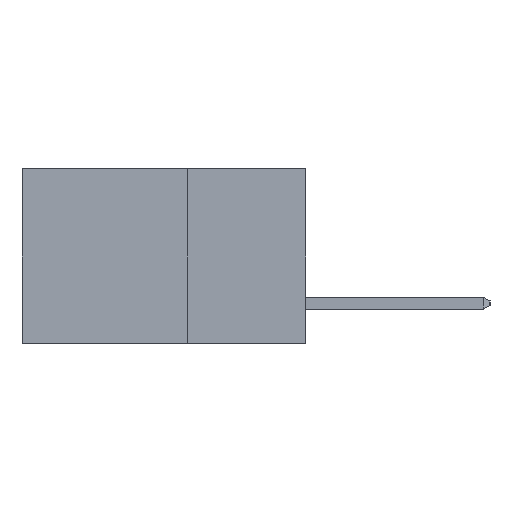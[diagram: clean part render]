
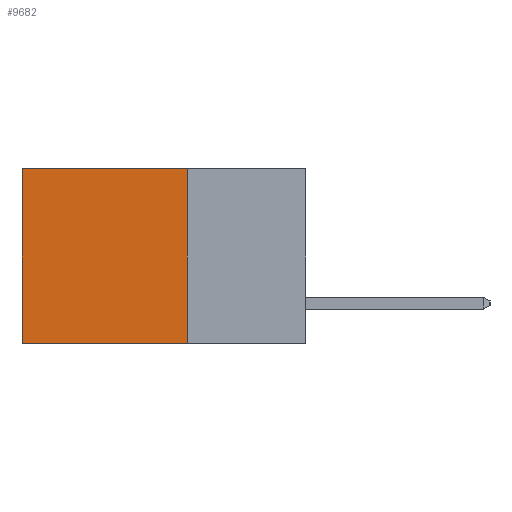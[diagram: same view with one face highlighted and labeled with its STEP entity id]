
A CAD part, left-side view. The second image highlights one B-rep face of the part: STEP entity #9682.
In plain terms, the highlighted planar face has unit normal (-1, 0, 0).
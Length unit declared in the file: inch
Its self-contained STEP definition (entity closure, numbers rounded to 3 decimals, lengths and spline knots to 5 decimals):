
#318 = VECTOR ( 'NONE', #8072, 39.37008 ) ;
#492 = CARTESIAN_POINT ( 'NONE',  ( 0.2615, 0.25, 0. ) ) ;
#642 = DIRECTION ( 'NONE',  ( 0., 0., -1. ) ) ;
#908 = VERTEX_POINT ( 'NONE', #3973 ) ;
#1183 = ORIENTED_EDGE ( 'NONE', *, *, #5260, .F. ) ;
#1570 = LINE ( 'NONE', #4183, #11825 ) ;
#1602 = EDGE_CURVE ( 'NONE', #908, #10802, #1570, .T. ) ;
#1675 = CARTESIAN_POINT ( 'NONE',  ( 0.2615, 0.6, 0. ) ) ;
#1965 = VECTOR ( 'NONE', #2432, 39.37008 ) ;
#1970 = CARTESIAN_POINT ( 'NONE',  ( 0.2615, 0.25, -0.37 ) ) ;
#2432 = DIRECTION ( 'NONE',  ( 0., 0., -1. ) ) ;
#2743 = VECTOR ( 'NONE', #10508, 39.37008 ) ;
#3147 = VERTEX_POINT ( 'NONE', #1675 ) ;
#3973 = CARTESIAN_POINT ( 'NONE',  ( 0.2615, 0.25, -0.37 ) ) ;
#4183 = CARTESIAN_POINT ( 'NONE',  ( 0.2615, 0.25, -0.37 ) ) ;
#4492 = ORIENTED_EDGE ( 'NONE', *, *, #1602, .F. ) ;
#5047 = FACE_OUTER_BOUND ( 'NONE', #7424, .T. ) ;
#5125 = LINE ( 'NONE', #10390, #1965 ) ;
#5260 = EDGE_CURVE ( 'NONE', #9529, #908, #11597, .T. ) ;
#5544 = EDGE_CURVE ( 'NONE', #3147, #10802, #5125, .T. ) ;
#5868 = PLANE ( 'NONE',  #12922 ) ;
#6763 = ORIENTED_EDGE ( 'NONE', *, *, #5544, .T. ) ;
#6845 = DIRECTION ( 'NONE',  ( 1., 0., 0. ) ) ;
#7424 = EDGE_LOOP ( 'NONE', ( #6763, #4492, #1183, #11945 ) ) ;
#8072 = DIRECTION ( 'NONE',  ( 0., 0., -1. ) ) ;
#8100 = DIRECTION ( 'NONE',  ( 0., 1., 0. ) ) ;
#8737 = CARTESIAN_POINT ( 'NONE',  ( 0.2615, 0.25, -0.37 ) ) ;
#8885 = EDGE_CURVE ( 'NONE', #9529, #3147, #12850, .T. ) ;
#9529 = VERTEX_POINT ( 'NONE', #11368 ) ;
#9682 = ADVANCED_FACE ( 'NONE', ( #5047 ), #5868, .F. ) ;
#10390 = CARTESIAN_POINT ( 'NONE',  ( 0.2615, 0.6, -0.37 ) ) ;
#10508 = DIRECTION ( 'NONE',  ( 0., 1., 0. ) ) ;
#10802 = VERTEX_POINT ( 'NONE', #10852 ) ;
#10852 = CARTESIAN_POINT ( 'NONE',  ( 0.2615, 0.6, -0.37 ) ) ;
#11368 = CARTESIAN_POINT ( 'NONE',  ( 0.2615, 0.25, 0. ) ) ;
#11597 = LINE ( 'NONE', #1970, #318 ) ;
#11825 = VECTOR ( 'NONE', #8100, 39.37008 ) ;
#11945 = ORIENTED_EDGE ( 'NONE', *, *, #8885, .T. ) ;
#12850 = LINE ( 'NONE', #492, #2743 ) ;
#12922 = AXIS2_PLACEMENT_3D ( 'NONE', #8737, #6845, #642 ) ;
